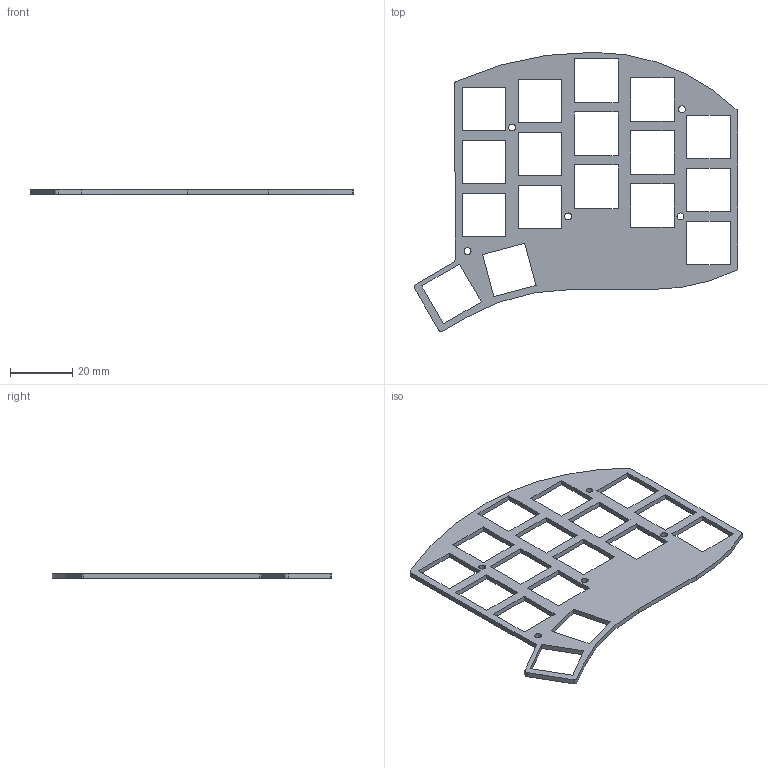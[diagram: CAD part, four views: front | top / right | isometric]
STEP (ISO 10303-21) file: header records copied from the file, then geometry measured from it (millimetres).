
FILE_DESCRIPTION(('KiCad electronic assembly'),'2;1');
FILE_NAME('switch-plate.step','2024-11-05T12:19:36',('Pcbnew'),('Kicad') ,'Open CASCADE STEP processor 7.8','KiCad to STEP converter','Unknown' );
FILE_SCHEMA(('AUTOMOTIVE_DESIGN { 1 0 10303 214 1 1 1 1 }'));
Length unit declared in the file: millimetre
Products named in the file (2): switch-plate 1; switch-plate_PCB
Assembly tree (1 placements, depth 2):
  switch-plate 1
    switch-plate_PCB
Bounding box: 103.75 x 89.61 x 1.6 mm (x, y, z)
Volume: 5446.8 mm3; surface area: 8925.8 mm2
Topology: 1 solids, 1 shells, 95 faces, 279 edges, 186 vertices
Faces by surface type: plane 80, cylinder 15
Full cylindrical faces by diameter (mm): 2.2 x5
Entity records: 3248 total; most frequent: CARTESIAN_POINT 562, ORIENTED_EDGE 558, DIRECTION 503, EDGE_CURVE 279, LINE 249, VECTOR 249, VERTEX_POINT 186, FACE_BOUND 139
